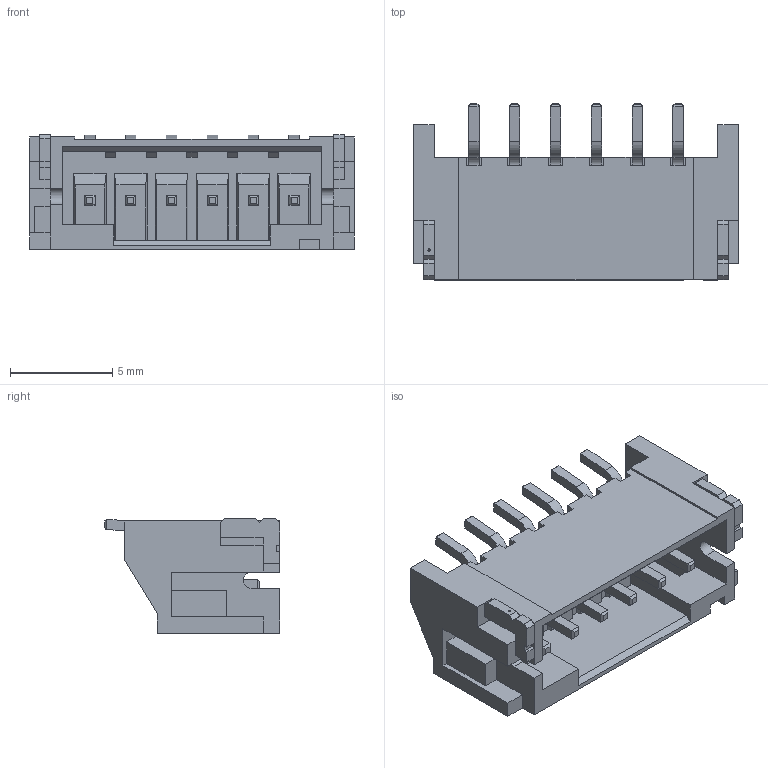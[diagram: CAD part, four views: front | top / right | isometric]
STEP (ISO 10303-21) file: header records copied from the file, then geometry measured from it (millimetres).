
FILE_DESCRIPTION (( 'STEP AP214' ), '1' );
FILE_NAME ('JST-S6B-PH-SM4-TB.STEP', '2020-12-29T19:05:25', ( '' ), ( '' ), 'SwSTEP 2.0', 'SolidWorks 2020', '' );
FILE_SCHEMA (( 'AUTOMOTIVE_DESIGN' ));
Length unit declared in the file: millimetre
Products named in the file (1): JST-S6B-PH-SM4-TB
Bounding box: 15.9 x 8.61 x 5.61 mm (x, y, z)
Volume: 286.7 mm3; surface area: 770 mm2
Topology: 3 solids, 3 shells, 358 faces, 917 edges, 574 vertices
Faces by surface type: plane 318, bspline 30, cylinder 10
Entity records: 15350 total; most frequent: CARTESIAN_POINT 2804, ORIENTED_EDGE 1834, DIRECTION 1631, EDGE_CURVE 917, VECTOR 861, LINE 861, VERTEX_POINT 574, AXIS2_PLACEMENT_3D 385
